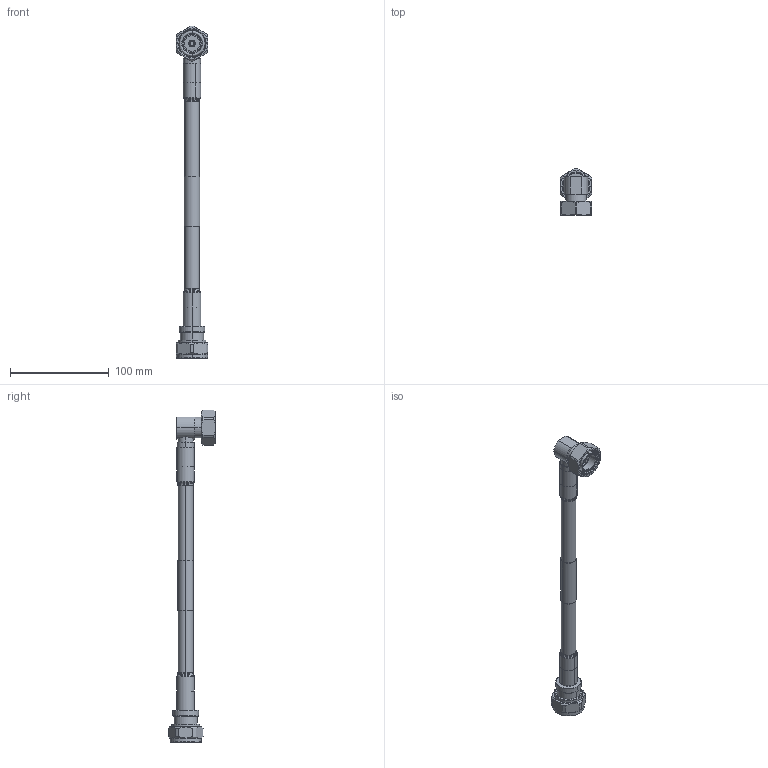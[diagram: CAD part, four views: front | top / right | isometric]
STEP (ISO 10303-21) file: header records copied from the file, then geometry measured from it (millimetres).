
FILE_DESCRIPTION (( 'STEP AP214' ), '1' );
FILE_NAME ('FMC01157_3D.step', '2023-05-10T07:41:33', ( '' ), ( '' ), 'SwSTEP 2.0', 'SolidWorks 2022', '' );
FILE_SCHEMA (( 'AUTOMOTIVE_DESIGN' ));
Length unit declared in the file: inch
Products named in the file (5): LMR-600-UF-BULK; FMCN1835_Exp.; FMCN1090; FMC01157_3D; Copy of HeatShrink_FMCN1090^FMC01157
Assembly tree (5 placements, depth 2):
  FMC01157_3D
    FMCN1090
    Copy of HeatShrink_FMCN1090^FMC01157  x2
    LMR-600-UF-BULK
    FMCN1835_Exp.
Bounding box: 32.02 x 47.66 x 336.82 mm (x, y, z)
Volume: 99379.3 mm3; surface area: 41198.9 mm2
Topology: 7 solids, 8 shells, 302 faces, 662 edges, 405 vertices
Faces by surface type: cylinder 130, cone 82, plane 67, torus 18, bspline 5
Entity records: 9701 total; most frequent: CARTESIAN_POINT 2898, DIRECTION 1471, ORIENTED_EDGE 1280, EDGE_CURVE 640, AXIS2_PLACEMENT_3D 625, VERTEX_POINT 393, CIRCLE 332, EDGE_LOOP 325
